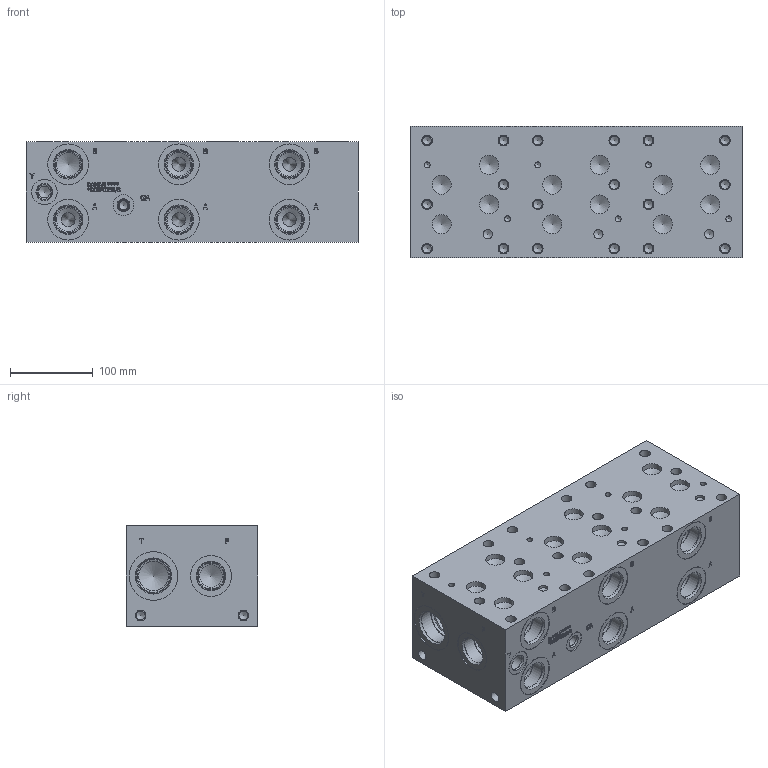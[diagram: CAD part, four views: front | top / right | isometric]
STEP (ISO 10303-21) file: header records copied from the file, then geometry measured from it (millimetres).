
FILE_DESCRIPTION(/* description */ (''),/* implementation_level */ '2;1');
FILE_NAME(/* name */ '_D08P035S_S.stp',/* time_stamp */ '2021-06-24T11:29:39-04:00',/* author */ ('anthonyv'),/* organization */ (''),/* preprocessor_version */ 'ST-DEVELOPER v18.1',/* originating_system */ 'Autodesk Inventor 2021',/* authorisation */ '');
FILE_SCHEMA (('AUTOMOTIVE_DESIGN { 1 0 10303 214 3 1 1 }'));
Length unit declared in the file: millimetre
Products named in the file (1): Part_AD08P035S~S_3D
Bounding box: 400.05 x 158.75 x 120.65 mm (x, y, z)
Volume: 7140805.6 mm3; surface area: 345693 mm2
Topology: 1 solids, 1 shells, 863 faces, 2345 edges, 1588 vertices
Faces by surface type: plane 416, bspline 203, cylinder 138, cone 106
Full cylindrical faces by diameter (mm): 7.137 x6, 10.719 x23, 11.113 x1, 11.125 x2, 12.7 x22, 12.9 x1, 14.275 x1, 14.3 x1, 14.529 x1, 17.475 x1, 17.501 x1, 19.05 x1, 19.253 x1, 22.225 x1, 23.012 x11, 23.017 x1, 23.698 x1, 25.019 x1, 25.4 x1, 26.187 x1, 26.975 x2, 27.381 x1, 28.575 x6, 30.632 x1, 31.267 x8, 33.325 x1, 33.34 x2, 33.35 x6, 33.757 x8, 35.509 x6
Entity records: 28741 total; most frequent: CARTESIAN_POINT 7380, ORIENTED_EDGE 4578, DIRECTION 3711, EDGE_CURVE 2289, VERTEX_POINT 1588, LINE 1377, VECTOR 1377, AXIS2_PLACEMENT_3D 1167
